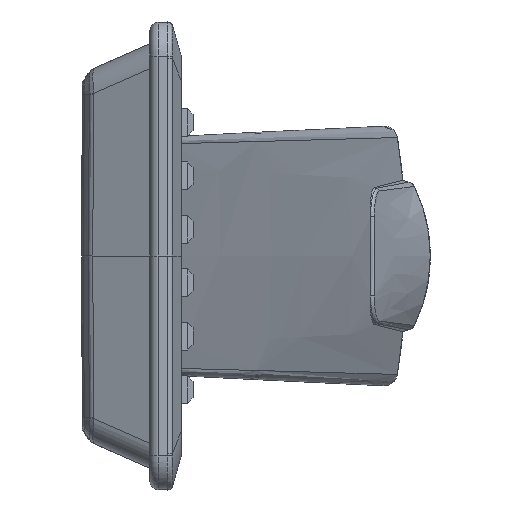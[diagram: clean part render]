
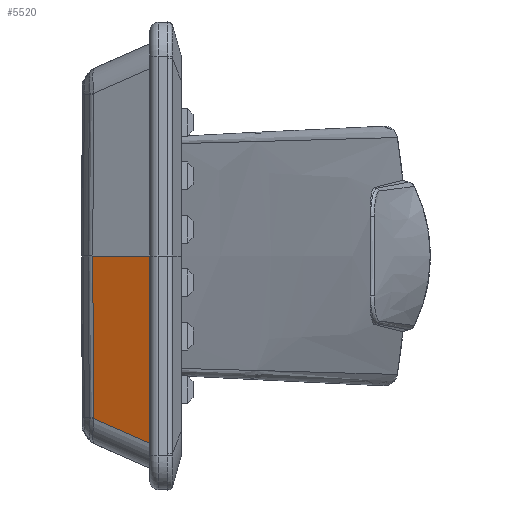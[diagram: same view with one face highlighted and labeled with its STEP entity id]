
A CAD part, left-side view. The second image highlights one B-rep face of the part: STEP entity #5520.
In plain terms, the highlighted planar face has unit normal (-0.914, 0.405, 0).
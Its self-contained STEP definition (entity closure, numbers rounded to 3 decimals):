
#949=B_SPLINE_CURVE_WITH_KNOTS('',3,(#86826,#86827,#86828,#86829),.UNSPECIFIED.,
.F.,.F.,(4,4),(0.,1.),.UNSPECIFIED.);
#951=B_SPLINE_CURVE_WITH_KNOTS('',3,(#86836,#86837,#86838,#86839),.UNSPECIFIED.,
.F.,.F.,(4,4),(0.,1.),.UNSPECIFIED.);
#5520=ADVANCED_FACE('',(#9839),#7111,.F.);
#7111=PLANE('',#55082);
#9839=FACE_OUTER_BOUND('',#15273,.T.);
#15273=EDGE_LOOP('',(#28488,#28489,#28490,#28491,#28492));
#28488=ORIENTED_EDGE('',*,*,#41174,.T.);
#28489=ORIENTED_EDGE('',*,*,#41175,.T.);
#28490=ORIENTED_EDGE('',*,*,#41176,.T.);
#28491=ORIENTED_EDGE('',*,*,#41155,.T.);
#28492=ORIENTED_EDGE('',*,*,#41153,.T.);
#34172=VERTEX_POINT('',#86672);
#34177=VERTEX_POINT('',#86764);
#34181=VERTEX_POINT('',#86830);
#34193=VERTEX_POINT('',#87180);
#34194=VERTEX_POINT('',#87182);
#41153=EDGE_CURVE('',#34181,#34172,#949,.T.);
#41155=EDGE_CURVE('',#34177,#34181,#951,.T.);
#41174=EDGE_CURVE('',#34172,#34193,#46131,.T.);
#41175=EDGE_CURVE('',#34193,#34194,#46132,.T.);
#41176=EDGE_CURVE('',#34194,#34177,#46133,.T.);
#46131=LINE('',#87179,#50534);
#46132=LINE('',#87181,#50535);
#46133=LINE('',#87183,#50536);
#50534=VECTOR('',#68034,1.);
#50535=VECTOR('',#68035,1.);
#50536=VECTOR('',#68036,1.);
#55082=AXIS2_PLACEMENT_3D('',#87184,#68037,#68038);
#68034=DIRECTION('',(-0.375,-0.848,-0.375));
#68035=DIRECTION('',(0.,0.,1.));
#68036=DIRECTION('',(0.405,0.915,0.));
#68037=DIRECTION('',(0.915,-0.405,0.));
#68038=DIRECTION('',(-0.405,-0.915,0.));
#86672=CARTESIAN_POINT('',(-37.338,12.821,-23.78));
#86764=CARTESIAN_POINT('',(-37.265,12.988,0.));
#86826=CARTESIAN_POINT('',(-37.335,12.829,-23.592));
#86827=CARTESIAN_POINT('',(-37.335,12.828,-23.655));
#86828=CARTESIAN_POINT('',(-37.337,12.826,-23.718));
#86829=CARTESIAN_POINT('',(-37.338,12.822,-23.78));
#86830=CARTESIAN_POINT('',(-37.336,12.83,-23.592));
#86836=CARTESIAN_POINT('',(-37.265,12.988,0.));
#86837=CARTESIAN_POINT('',(-37.265,12.988,-7.865));
#86838=CARTESIAN_POINT('',(-37.288,12.935,-15.729));
#86839=CARTESIAN_POINT('',(-37.335,12.829,-23.592));
#87179=CARTESIAN_POINT('',(-37.115,13.326,-23.557));
#87180=CARTESIAN_POINT('',(-40.971,4.61,-27.413));
#87181=CARTESIAN_POINT('',(-40.971,4.61,0.));
#87182=CARTESIAN_POINT('',(-40.971,4.61,0.));
#87183=CARTESIAN_POINT('',(-40.971,4.61,0.));
#87184=CARTESIAN_POINT('',(-40.971,4.61,0.));
